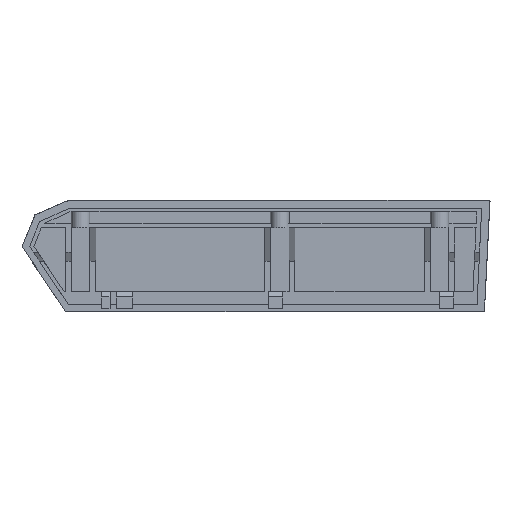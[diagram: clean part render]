
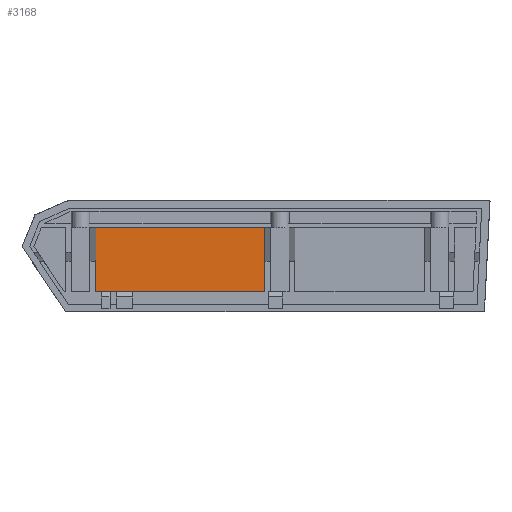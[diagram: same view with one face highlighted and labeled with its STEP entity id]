
A CAD part, top view. The second image highlights one B-rep face of the part: STEP entity #3168.
In plain terms, the highlighted planar face has unit normal (0, 0, 1).
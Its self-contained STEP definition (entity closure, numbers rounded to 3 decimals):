
#71=PLANE('',#3404);
#281=LINE('',#8274,#596);
#302=LINE('',#8321,#617);
#303=LINE('',#8323,#618);
#304=LINE('',#8324,#619);
#596=VECTOR('',#3925,10.);
#617=VECTOR('',#3958,10.);
#618=VECTOR('',#3959,10.);
#619=VECTOR('',#3960,10.);
#913=FACE_OUTER_BOUND('',#1095,.T.);
#1095=EDGE_LOOP('',(#2614,#2615,#2616,#2617));
#1507=VERTEX_POINT('',#8267);
#1510=VERTEX_POINT('',#8272);
#1530=VERTEX_POINT('',#8320);
#1531=VERTEX_POINT('',#8322);
#1901=EDGE_CURVE('',#1507,#1510,#281,.T.);
#1922=EDGE_CURVE('',#1530,#1507,#302,.T.);
#1923=EDGE_CURVE('',#1510,#1531,#303,.T.);
#1924=EDGE_CURVE('',#1531,#1530,#304,.T.);
#2614=ORIENTED_EDGE('',*,*,#1922,.T.);
#2615=ORIENTED_EDGE('',*,*,#1901,.T.);
#2616=ORIENTED_EDGE('',*,*,#1923,.T.);
#2617=ORIENTED_EDGE('',*,*,#1924,.T.);
#3168=ADVANCED_FACE('',(#913),#71,.T.);
#3404=AXIS2_PLACEMENT_3D('',#8319,#3956,#3957);
#3925=DIRECTION('',(1.,0.,0.));
#3956=DIRECTION('center_axis',(0.,0.,1.));
#3957=DIRECTION('ref_axis',(0.,1.,0.));
#3958=DIRECTION('',(0.,-1.,0.));
#3959=DIRECTION('',(0.,1.,0.));
#3960=DIRECTION('',(-1.,0.,0.));
#8267=CARTESIAN_POINT('',(-94.,-515.199,-106.124));
#8272=CARTESIAN_POINT('',(-3.5,-515.199,-106.124));
#8274=CARTESIAN_POINT('',(-94.,-515.199,-106.124));
#8319=CARTESIAN_POINT('Origin',(-3.5,-515.199,-106.124));
#8320=CARTESIAN_POINT('',(-94.,-481.199,-106.124));
#8321=CARTESIAN_POINT('',(-94.,-481.199,-106.124));
#8322=CARTESIAN_POINT('',(-3.5,-481.199,-106.124));
#8323=CARTESIAN_POINT('',(-3.5,-515.199,-106.124));
#8324=CARTESIAN_POINT('',(-3.5,-481.199,-106.124));
